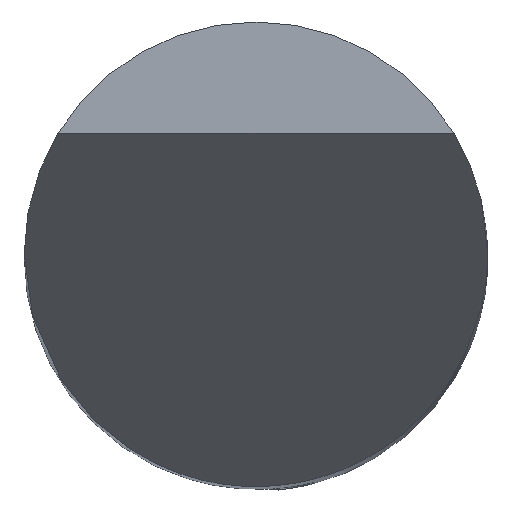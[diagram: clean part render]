
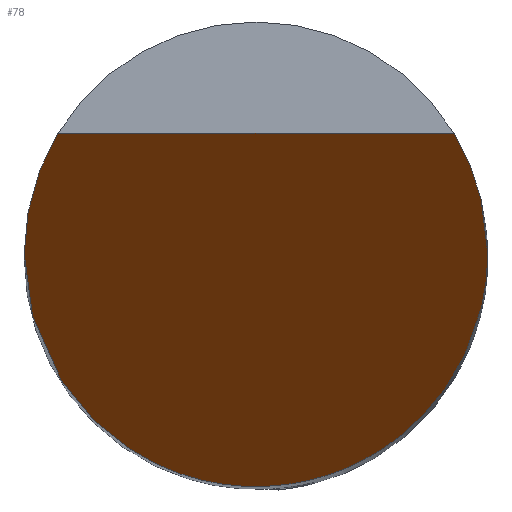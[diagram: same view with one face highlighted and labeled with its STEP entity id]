
A CAD part, top view. The second image highlights one B-rep face of the part: STEP entity #78.
In plain terms, the highlighted planar face has unit normal (0, -0.866, 0.5).
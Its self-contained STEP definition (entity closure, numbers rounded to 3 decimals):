
#78=ADVANCED_FACE('',(#119),#100,.T.);
#100=PLANE('',#550);
#119=FACE_OUTER_BOUND('',#146,.T.);
#146=EDGE_LOOP('',(#266,#267,#268,#269));
#172=LINE('',#880,#199);
#199=VECTOR('',#623,1.);
#266=ORIENTED_EDGE('',*,*,#426,.T.);
#267=ORIENTED_EDGE('',*,*,#427,.T.);
#268=ORIENTED_EDGE('',*,*,#428,.T.);
#269=ORIENTED_EDGE('',*,*,#429,.T.);
#373=VERTEX_POINT('',#878);
#374=VERTEX_POINT('',#879);
#375=VERTEX_POINT('',#886);
#376=VERTEX_POINT('',#891);
#426=EDGE_CURVE('',#373,#374,#172,.T.);
#427=EDGE_CURVE('',#374,#375,#486,.T.);
#428=EDGE_CURVE('',#375,#376,#487,.T.);
#429=EDGE_CURVE('',#376,#373,#488,.T.);
#486=(
BOUNDED_CURVE()
B_SPLINE_CURVE(3,(#882,#883,#884,#885),.UNSPECIFIED.,.F.,.F.)
B_SPLINE_CURVE_WITH_KNOTS((4,4),(0.,1.),.UNSPECIFIED.)
CURVE()
GEOMETRIC_REPRESENTATION_ITEM()
RATIONAL_B_SPLINE_CURVE((1.,0.975,0.975,1.))
REPRESENTATION_ITEM('')
);
#487=(
BOUNDED_CURVE()
B_SPLINE_CURVE(3,(#887,#888,#889,#890),.UNSPECIFIED.,.F.,.F.)
B_SPLINE_CURVE_WITH_KNOTS((4,4),(0.,1.),.UNSPECIFIED.)
CURVE()
GEOMETRIC_REPRESENTATION_ITEM()
RATIONAL_B_SPLINE_CURVE((1.,0.333,0.333,1.))
REPRESENTATION_ITEM('')
);
#488=(
BOUNDED_CURVE()
B_SPLINE_CURVE(3,(#892,#893,#894,#895),.UNSPECIFIED.,.F.,.F.)
B_SPLINE_CURVE_WITH_KNOTS((4,4),(0.,1.),.UNSPECIFIED.)
CURVE()
GEOMETRIC_REPRESENTATION_ITEM()
RATIONAL_B_SPLINE_CURVE((1.,0.975,0.975,1.))
REPRESENTATION_ITEM('')
);
#550=AXIS2_PLACEMENT_3D('',#896,#626,#627);
#623=DIRECTION('',(-1.,0.,0.));
#626=DIRECTION('',(0.,-0.866,0.5));
#627=DIRECTION('',(0.,0.5,0.866));
#878=CARTESIAN_POINT('',(2.136,1.299,2.25));
#879=CARTESIAN_POINT('',(-2.136,1.299,2.25));
#880=CARTESIAN_POINT('',(51.44,1.299,2.25));
#882=CARTESIAN_POINT('',(-2.136,1.299,2.25));
#883=CARTESIAN_POINT('',(-2.376,0.905,1.568));
#884=CARTESIAN_POINT('',(-2.5,0.461,0.799));
#885=CARTESIAN_POINT('',(-2.5,0.,0.));
#886=CARTESIAN_POINT('',(-2.5,0.,0.));
#887=CARTESIAN_POINT('',(-2.5,0.,0.));
#888=CARTESIAN_POINT('',(-2.5,-5.,-8.66));
#889=CARTESIAN_POINT('',(2.5,-5.,-8.66));
#890=CARTESIAN_POINT('',(2.5,0.,0.));
#891=CARTESIAN_POINT('',(2.5,0.,0.));
#892=CARTESIAN_POINT('',(2.5,0.,0.));
#893=CARTESIAN_POINT('',(2.5,0.461,0.799));
#894=CARTESIAN_POINT('',(2.376,0.905,1.568));
#895=CARTESIAN_POINT('',(2.136,1.299,2.25));
#896=CARTESIAN_POINT('',(51.44,4.054,7.021));
